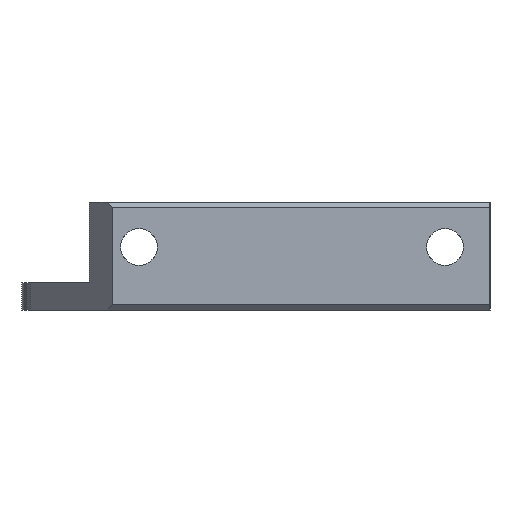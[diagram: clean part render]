
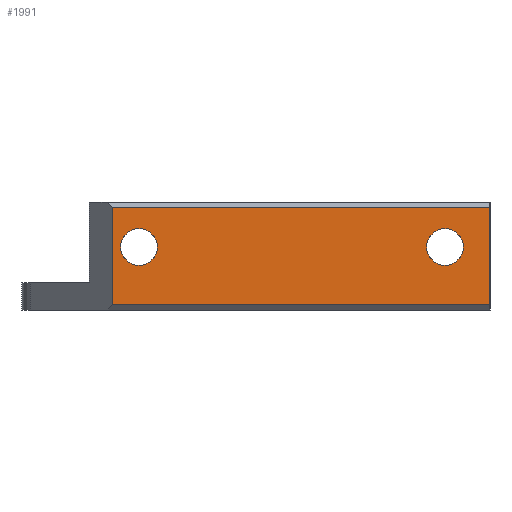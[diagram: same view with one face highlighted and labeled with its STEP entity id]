
A CAD part, left-side view. The second image highlights one B-rep face of the part: STEP entity #1991.
In plain terms, the highlighted planar face has unit normal (-1, 0, 0).
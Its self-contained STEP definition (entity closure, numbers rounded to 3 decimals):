
#114=FACE_BOUND('',#396,.T.);
#115=FACE_BOUND('',#397,.T.);
#177=CIRCLE('',#2122,1.025);
#180=CIRCLE('',#2135,1.025);
#286=FACE_OUTER_BOUND('',#395,.T.);
#395=EDGE_LOOP('',(#1444,#1445,#1446,#1447));
#396=EDGE_LOOP('',(#1448));
#397=EDGE_LOOP('',(#1449));
#544=LINE('',#2976,#711);
#587=LINE('',#3109,#754);
#588=LINE('',#3110,#755);
#589=LINE('',#3111,#756);
#711=VECTOR('',#2337,5.4);
#754=VECTOR('',#2456,5.4);
#755=VECTOR('',#2457,20.965);
#756=VECTOR('',#2458,20.965);
#878=VERTEX_POINT('',#2973);
#879=VERTEX_POINT('',#2975);
#923=VERTEX_POINT('',#3083);
#930=VERTEX_POINT('',#3107);
#931=VERTEX_POINT('',#3108);
#932=VERTEX_POINT('',#3112);
#1062=EDGE_CURVE('',#879,#878,#544,.T.);
#1116=EDGE_CURVE('',#923,#923,#177,.T.);
#1129=EDGE_CURVE('',#930,#931,#587,.T.);
#1130=EDGE_CURVE('',#879,#930,#588,.T.);
#1131=EDGE_CURVE('',#878,#931,#589,.T.);
#1132=EDGE_CURVE('',#932,#932,#180,.T.);
#1444=ORIENTED_EDGE('',*,*,#1129,.F.);
#1445=ORIENTED_EDGE('',*,*,#1130,.F.);
#1446=ORIENTED_EDGE('',*,*,#1062,.T.);
#1447=ORIENTED_EDGE('',*,*,#1131,.T.);
#1448=ORIENTED_EDGE('',*,*,#1116,.T.);
#1449=ORIENTED_EDGE('',*,*,#1132,.T.);
#1950=PLANE('',#2134);
#1991=ADVANCED_FACE('',(#286,#114,#115),#1950,.T.);
#2122=AXIS2_PLACEMENT_3D('',#3084,#2426,#2427);
#2134=AXIS2_PLACEMENT_3D('',#3106,#2454,#2455);
#2135=AXIS2_PLACEMENT_3D('',#3113,#2459,#2460);
#2337=DIRECTION('',(0.,0.,1.));
#2426=DIRECTION('center_axis',(1.,0.,0.));
#2427=DIRECTION('ref_axis',(0.,-1.,0.));
#2454=DIRECTION('center_axis',(-1.,0.,0.));
#2455=DIRECTION('ref_axis',(0.,0.,1.));
#2456=DIRECTION('',(0.,0.,1.));
#2457=DIRECTION('',(0.,1.,0.));
#2458=DIRECTION('',(0.,1.,0.));
#2459=DIRECTION('center_axis',(1.,0.,0.));
#2460=DIRECTION('ref_axis',(0.,-1.,0.));
#2973=CARTESIAN_POINT('',(-17.2,-15.,-15.3));
#2975=CARTESIAN_POINT('',(-17.2,-15.,-20.7));
#2976=CARTESIAN_POINT('',(-17.2,-15.,-20.7));
#3083=CARTESIAN_POINT('',(-17.2,5.525,-17.5));
#3084=CARTESIAN_POINT('Origin',(-17.2,4.5,-17.5));
#3106=CARTESIAN_POINT('Origin',(-17.2,-15.,-21.));
#3107=CARTESIAN_POINT('',(-17.2,5.965,-20.7));
#3108=CARTESIAN_POINT('',(-17.2,5.965,-15.3));
#3109=CARTESIAN_POINT('',(-17.2,5.965,-20.7));
#3110=CARTESIAN_POINT('',(-17.2,-15.,-20.7));
#3111=CARTESIAN_POINT('',(-17.2,-15.,-15.3));
#3112=CARTESIAN_POINT('',(-17.2,-11.475,-17.5));
#3113=CARTESIAN_POINT('Origin',(-17.2,-12.5,-17.5));
